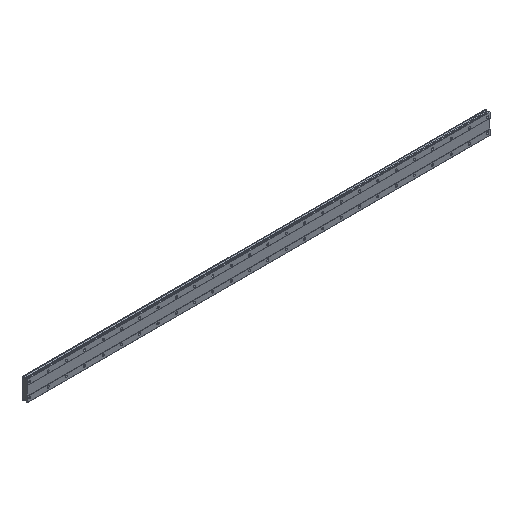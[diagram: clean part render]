
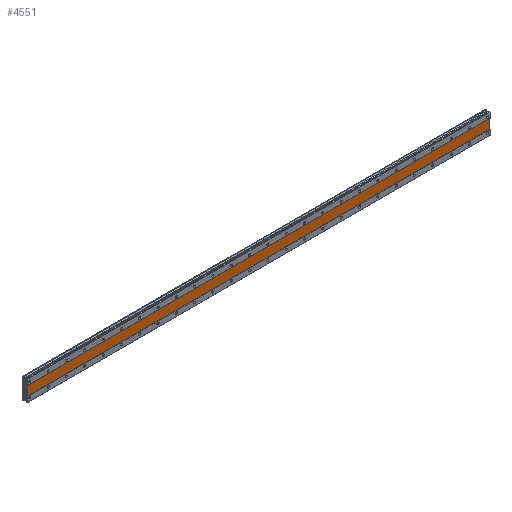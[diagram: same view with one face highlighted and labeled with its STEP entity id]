
A CAD part, isometric view. The second image highlights one B-rep face of the part: STEP entity #4551.
In plain terms, the highlighted planar face has unit normal (0, -1, 0).
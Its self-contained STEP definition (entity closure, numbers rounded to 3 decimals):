
#347 = CARTESIAN_POINT ( 'NONE',  ( 2010., 1., -20. ) ) ;
#489 = DIRECTION ( 'NONE',  ( 1., 0., 0. ) ) ;
#504 = EDGE_CURVE ( 'NONE', #8726, #5267, #2297, .T. ) ;
#633 = DIRECTION ( 'NONE',  ( 0., 1., 0. ) ) ;
#946 = CARTESIAN_POINT ( 'NONE',  ( 2010., 1., 20. ) ) ;
#1079 = EDGE_CURVE ( 'NONE', #7243, #2007, #3981, .T. ) ;
#1101 = EDGE_LOOP ( 'NONE', ( #6374, #7196, #2328, #4222 ) ) ;
#1326 = FACE_OUTER_BOUND ( 'NONE', #1101, .T. ) ;
#1829 = DIRECTION ( 'NONE',  ( 0., 0., 1. ) ) ;
#1990 = DIRECTION ( 'NONE',  ( 0., 0., -1. ) ) ;
#2007 = VERTEX_POINT ( 'NONE', #946 ) ;
#2297 = LINE ( 'NONE', #7817, #3996 ) ;
#2328 = ORIENTED_EDGE ( 'NONE', *, *, #1079, .F. ) ;
#3981 = LINE ( 'NONE', #6944, #7091 ) ;
#3996 = VECTOR ( 'NONE', #5115, 1000. ) ;
#4122 = PLANE ( 'NONE',  #6583 ) ;
#4222 = ORIENTED_EDGE ( 'NONE', *, *, #8700, .F. ) ;
#4551 = ADVANCED_FACE ( 'NONE', ( #1326 ), #4122, .F. ) ;
#4834 = DIRECTION ( 'NONE',  ( 0., 0., 1. ) ) ;
#5115 = DIRECTION ( 'NONE',  ( -1., 0., 0. ) ) ;
#5267 = VERTEX_POINT ( 'NONE', #5661 ) ;
#5386 = LINE ( 'NONE', #8962, #5933 ) ;
#5463 = CARTESIAN_POINT ( 'NONE',  ( 2010., 1., 20. ) ) ;
#5661 = CARTESIAN_POINT ( 'NONE',  ( -10., 1., -20. ) ) ;
#5789 = VECTOR ( 'NONE', #1990, 1000. ) ;
#5933 = VECTOR ( 'NONE', #1829, 1000. ) ;
#6207 = LINE ( 'NONE', #5463, #5789 ) ;
#6374 = ORIENTED_EDGE ( 'NONE', *, *, #504, .F. ) ;
#6583 = AXIS2_PLACEMENT_3D ( 'NONE', #7626, #633, #4834 ) ;
#6680 = CARTESIAN_POINT ( 'NONE',  ( -10., 1., 20. ) ) ;
#6944 = CARTESIAN_POINT ( 'NONE',  ( 2010., 1., 20. ) ) ;
#7091 = VECTOR ( 'NONE', #489, 1000. ) ;
#7196 = ORIENTED_EDGE ( 'NONE', *, *, #9150, .F. ) ;
#7243 = VERTEX_POINT ( 'NONE', #6680 ) ;
#7626 = CARTESIAN_POINT ( 'NONE',  ( 2010., 1., 20. ) ) ;
#7817 = CARTESIAN_POINT ( 'NONE',  ( 2010., 1., -20. ) ) ;
#8700 = EDGE_CURVE ( 'NONE', #5267, #7243, #5386, .T. ) ;
#8726 = VERTEX_POINT ( 'NONE', #347 ) ;
#8962 = CARTESIAN_POINT ( 'NONE',  ( -10., 1., 20. ) ) ;
#9150 = EDGE_CURVE ( 'NONE', #2007, #8726, #6207, .T. ) ;
